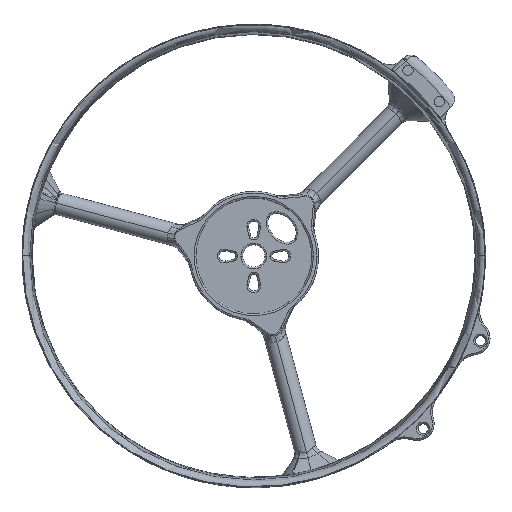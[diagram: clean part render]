
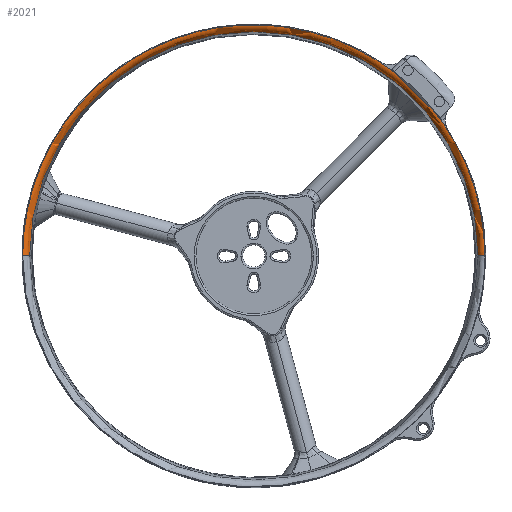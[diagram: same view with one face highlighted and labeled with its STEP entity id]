
A CAD part, top view. The second image highlights one B-rep face of the part: STEP entity #2021.
In plain terms, the highlighted toroidal (fillet/blend) face has major radius 67.798 mm and minor radius 2 mm.
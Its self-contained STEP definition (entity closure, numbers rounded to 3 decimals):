
#1193 = CIRCLE ( 'NONE', #21492, 2. ) ;
#1228 = EDGE_CURVE ( 'NONE', #23613, #21728, #12904, .T. ) ;
#1572 = CARTESIAN_POINT ( 'NONE',  ( 0., 0., 25.201 ) ) ;
#2021 = ADVANCED_FACE ( 'NONE', ( #2898 ), #22054, .T. ) ;
#2173 = AXIS2_PLACEMENT_3D ( 'NONE', #19336, #5640, #8005 ) ;
#2797 = EDGE_CURVE ( 'NONE', #10361, #21728, #14722, .T. ) ;
#2898 = FACE_OUTER_BOUND ( 'NONE', #21501, .T. ) ;
#3029 = ORIENTED_EDGE ( 'NONE', *, *, #13429, .F. ) ;
#3527 = DIRECTION ( 'NONE',  ( 0., 0., -1. ) ) ;
#4643 = DIRECTION ( 'NONE',  ( -1., 0., 0. ) ) ;
#4891 = DIRECTION ( 'NONE',  ( 0., 0., -1. ) ) ;
#5187 = DIRECTION ( 'NONE',  ( -1., 0., 0. ) ) ;
#5640 = DIRECTION ( 'NONE',  ( 0., 0., -1. ) ) ;
#6156 = CARTESIAN_POINT ( 'NONE',  ( 65.808, 0., 25.201 ) ) ;
#7176 = AXIS2_PLACEMENT_3D ( 'NONE', #12916, #11039, #5187 ) ;
#7188 = DIRECTION ( 'NONE',  ( -1., 0., 0. ) ) ;
#8005 = DIRECTION ( 'NONE',  ( 1., 0., 0. ) ) ;
#8251 = CARTESIAN_POINT ( 'NONE',  ( 0., 0., 25. ) ) ;
#8980 = ORIENTED_EDGE ( 'NONE', *, *, #2797, .T. ) ;
#9650 = AXIS2_PLACEMENT_3D ( 'NONE', #8251, #4891, #4643 ) ;
#9675 = CARTESIAN_POINT ( 'NONE',  ( -65.808, 0., 25.201 ) ) ;
#10361 = VERTEX_POINT ( 'NONE', #6156 ) ;
#10439 = ORIENTED_EDGE ( 'NONE', *, *, #18892, .F. ) ;
#11039 = DIRECTION ( 'NONE',  ( 0., 1., 0. ) ) ;
#12672 = VERTEX_POINT ( 'NONE', #9675 ) ;
#12904 = CIRCLE ( 'NONE', #2173, 67.798 ) ;
#12916 = CARTESIAN_POINT ( 'NONE',  ( 67.798, 0., 25. ) ) ;
#13429 = EDGE_CURVE ( 'NONE', #10361, #12672, #23930, .T. ) ;
#14650 = DIRECTION ( 'NONE',  ( 0., 0., 1. ) ) ;
#14685 = CARTESIAN_POINT ( 'NONE',  ( -67.798, 0., 27. ) ) ;
#14722 = CIRCLE ( 'NONE', #7176, 2. ) ;
#18892 = EDGE_CURVE ( 'NONE', #12672, #23613, #1193, .T. ) ;
#19336 = CARTESIAN_POINT ( 'NONE',  ( 0., 0., 27. ) ) ;
#20481 = DIRECTION ( 'NONE',  ( 0., -1., 0. ) ) ;
#20594 = CARTESIAN_POINT ( 'NONE',  ( -67.798, 0., 25. ) ) ;
#21492 = AXIS2_PLACEMENT_3D ( 'NONE', #20594, #20481, #3527 ) ;
#21501 = EDGE_LOOP ( 'NONE', ( #3029, #8980, #22222, #10439 ) ) ;
#21728 = VERTEX_POINT ( 'NONE', #22481 ) ;
#22054 = TOROIDAL_SURFACE ( 'NONE', #9650, 67.798, 2. ) ;
#22222 = ORIENTED_EDGE ( 'NONE', *, *, #1228, .F. ) ;
#22481 = CARTESIAN_POINT ( 'NONE',  ( 67.798, 0., 27. ) ) ;
#23136 = AXIS2_PLACEMENT_3D ( 'NONE', #1572, #14650, #7188 ) ;
#23613 = VERTEX_POINT ( 'NONE', #14685 ) ;
#23930 = CIRCLE ( 'NONE', #23136, 65.808 ) ;
